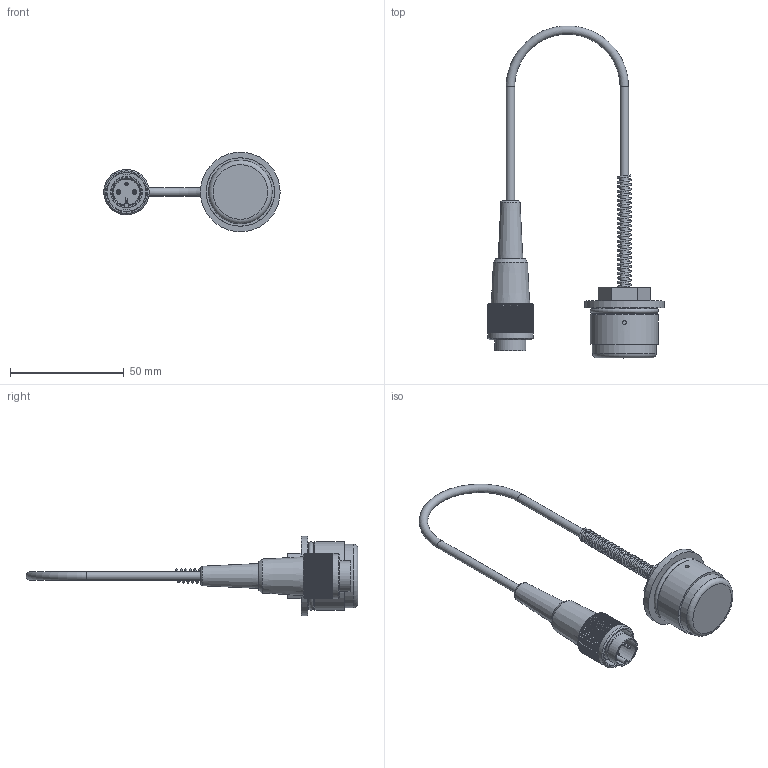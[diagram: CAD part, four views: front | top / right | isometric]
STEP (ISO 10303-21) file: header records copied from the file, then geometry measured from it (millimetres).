
FILE_DESCRIPTION(/* description */ (''),/* implementation_level */ '2;1');
FILE_NAME(/* name */ '1620 B205_XRM30-20_31L20.stp',/* time_stamp */ '2024-11-04T20:20:11+01:00',/* author */ ('kuttig'),/* organization */ (''),/* preprocessor_version */ 'ST-DEVELOPER v16.13',/* originating_system */ 'Autodesk Inventor 2018',/* authorisation */ '');
FILE_SCHEMA (('AUTOMOTIVE_DESIGN { 1 0 10303 214 3 1 1 }'));
Length unit declared in the file: millimetre
Products named in the file (1): 1620 B205_XRM30-20_31L20_Shrinkwrap_1
Bounding box: 77.45 x 145.76 x 35 mm (x, y, z)
Volume: 27709.8 mm3; surface area: 19965 mm2
Topology: 9 solids, 9 shells, 428 faces, 1150 edges, 750 vertices
Faces by surface type: plane 351, cylinder 38, cone 17, torus 11, bspline 7, sphere 4
Full cylindrical faces by diameter (mm): 1 x2, 1.49 x3, 1.7 x2, 2.459 x1, 3 x1, 3.7 x2, 6.3 x1, 13.6 x1, 13.9 x1, 17.1 x1, 19.9 x1, 20 x2, 23.4 x1, 25 x2, 27.5 x1, 28 x1, 30 x1, 35 x1
Entity records: 18035 total; most frequent: CARTESIAN_POINT 6855, DIRECTION 2270, ORIENTED_EDGE 2148, EDGE_CURVE 1074, AXIS2_PLACEMENT_3D 792, VERTEX_POINT 730, LINE 686, VECTOR 686
